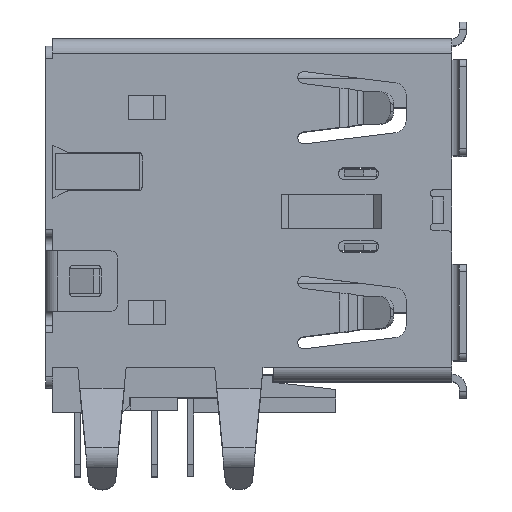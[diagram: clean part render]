
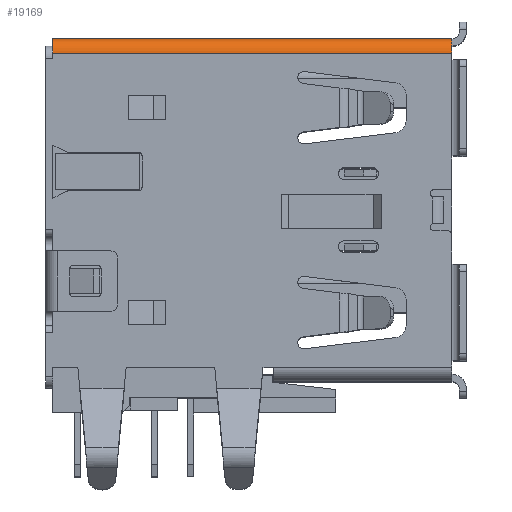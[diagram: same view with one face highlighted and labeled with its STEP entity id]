
A CAD part, top view. The second image highlights one B-rep face of the part: STEP entity #19169.
In plain terms, the highlighted cylindrical face has radius 0.6 mm (diameter 1.2 mm), a partial arc.
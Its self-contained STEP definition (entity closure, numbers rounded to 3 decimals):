
#1447=FACE_OUTER_BOUND('',#2491,.T.);
#2491=EDGE_LOOP('',(#14655,#14656,#14657,#14658));
#3659=LINE('',#28379,#5859);
#3705=LINE('',#28516,#5905);
#5859=VECTOR('',#22436,1000.);
#5905=VECTOR('',#22550,1000.);
#7900=CIRCLE('',#20457,0.6);
#7901=CIRCLE('',#20459,0.6);
#8625=VERTEX_POINT('',#28376);
#8626=VERTEX_POINT('',#28378);
#8678=VERTEX_POINT('',#28513);
#8679=VERTEX_POINT('',#28515);
#10633=EDGE_CURVE('',#8626,#8625,#3659,.T.);
#10701=EDGE_CURVE('',#8679,#8678,#3705,.T.);
#11147=EDGE_CURVE('',#8625,#8679,#7900,.T.);
#11148=EDGE_CURVE('',#8678,#8626,#7901,.T.);
#14655=ORIENTED_EDGE('',*,*,#11148,.T.);
#14656=ORIENTED_EDGE('',*,*,#10633,.T.);
#14657=ORIENTED_EDGE('',*,*,#11147,.T.);
#14658=ORIENTED_EDGE('',*,*,#10701,.T.);
#18727=CYLINDRICAL_SURFACE('',#20458,0.6);
#19169=ADVANCED_FACE('',(#1447),#18727,.T.);
#20457=AXIS2_PLACEMENT_3D('',#29614,#23305,#23306);
#20458=AXIS2_PLACEMENT_3D('',#29615,#23307,#23308);
#20459=AXIS2_PLACEMENT_3D('',#29616,#23309,#23310);
#22436=DIRECTION('',(-1.,0.,0.));
#22550=DIRECTION('',(1.,0.,0.));
#23305=DIRECTION('center_axis',(1.,0.,0.));
#23306=DIRECTION('ref_axis',(0.,0.,1.));
#23307=DIRECTION('center_axis',(1.,0.,0.));
#23308=DIRECTION('ref_axis',(0.,0.,-1.));
#23309=DIRECTION('center_axis',(-1.,0.,0.));
#23310=DIRECTION('ref_axis',(0.,1.,0.));
#28376=CARTESIAN_POINT('',(-8.13,15.5,5.95));
#28378=CARTESIAN_POINT('',(8.43,15.5,5.95));
#28379=CARTESIAN_POINT('',(8.43,15.5,5.95));
#28513=CARTESIAN_POINT('',(8.43,14.9,6.55));
#28515=CARTESIAN_POINT('',(-8.13,14.9,6.55));
#28516=CARTESIAN_POINT('',(8.43,14.9,6.55));
#29614=CARTESIAN_POINT('Origin',(-8.13,14.9,5.95));
#29615=CARTESIAN_POINT('Origin',(1.04,14.9,5.95));
#29616=CARTESIAN_POINT('Origin',(8.43,14.9,5.95));
